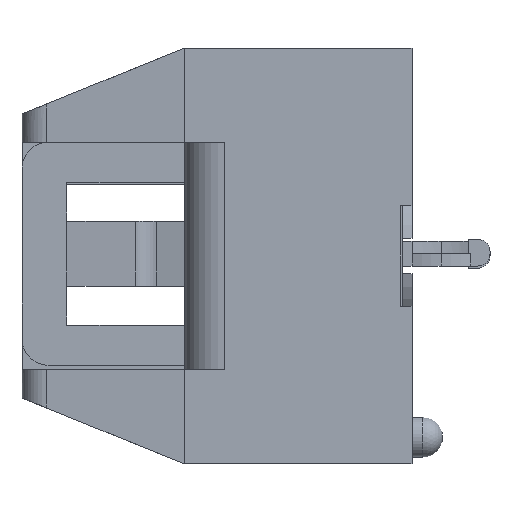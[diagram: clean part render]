
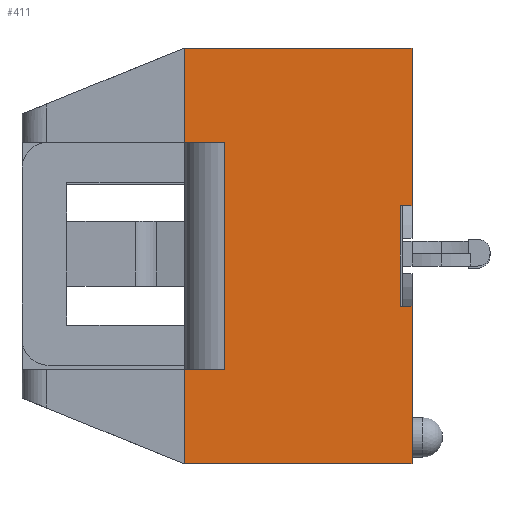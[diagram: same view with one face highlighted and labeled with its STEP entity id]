
A CAD part, left-side view. The second image highlights one B-rep face of the part: STEP entity #411.
In plain terms, the highlighted planar face has unit normal (-1, 0, 0).
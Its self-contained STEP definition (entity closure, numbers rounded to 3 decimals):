
#331 = EDGE_CURVE ( 'NONE', #416, #5554, #2148, .T. ) ;
#332 = ORIENTED_EDGE ( 'NONE', *, *, #5567, .F. ) ;
#333 = VERTEX_POINT ( 'NONE', #2144 ) ;
#335 = EDGE_LOOP ( 'NONE', ( #412, #414, #417, #332, #399, #401, #420, #381, #385, #382, #462, #463 ) ) ;
#381 = ORIENTED_EDGE ( 'NONE', *, *, #465, .T. ) ;
#382 = ORIENTED_EDGE ( 'NONE', *, *, #5535, .F. ) ;
#383 = VERTEX_POINT ( 'NONE', #2274 ) ;
#384 = EDGE_CURVE ( 'NONE', #383, #5571, #2328, .T. ) ;
#385 = ORIENTED_EDGE ( 'NONE', *, *, #384, .T. ) ;
#393 = VERTEX_POINT ( 'NONE', #2314 ) ;
#394 = VERTEX_POINT ( 'NONE', #2313 ) ;
#399 = ORIENTED_EDGE ( 'NONE', *, *, #400, .T. ) ;
#400 = EDGE_CURVE ( 'NONE', #6487, #333, #2300, .T. ) ;
#401 = ORIENTED_EDGE ( 'NONE', *, *, #418, .T. ) ;
#411 = ADVANCED_FACE ( 'NONE', ( #2342 ), #2386, .T. ) ;
#412 = ORIENTED_EDGE ( 'NONE', *, *, #413, .F. ) ;
#413 = EDGE_CURVE ( 'NONE', #393, #394, #2381, .T. ) ;
#414 = ORIENTED_EDGE ( 'NONE', *, *, #415, .F. ) ;
#415 = EDGE_CURVE ( 'NONE', #416, #393, #2377, .T. ) ;
#416 = VERTEX_POINT ( 'NONE', #2373 ) ;
#417 = ORIENTED_EDGE ( 'NONE', *, *, #331, .T. ) ;
#418 = EDGE_CURVE ( 'NONE', #333, #419, #2372, .T. ) ;
#419 = VERTEX_POINT ( 'NONE', #2368 ) ;
#420 = ORIENTED_EDGE ( 'NONE', *, *, #421, .T. ) ;
#421 = EDGE_CURVE ( 'NONE', #419, #422, #2367, .T. ) ;
#422 = VERTEX_POINT ( 'NONE', #2363 ) ;
#462 = ORIENTED_EDGE ( 'NONE', *, *, #466, .T. ) ;
#463 = ORIENTED_EDGE ( 'NONE', *, *, #464, .T. ) ;
#464 = EDGE_CURVE ( 'NONE', #467, #394, #2486, .T. ) ;
#465 = EDGE_CURVE ( 'NONE', #422, #383, #2482, .T. ) ;
#466 = EDGE_CURVE ( 'NONE', #5534, #467, #2532, .T. ) ;
#467 = VERTEX_POINT ( 'NONE', #2528 ) ;
#2144 = CARTESIAN_POINT ( 'NONE',  ( -14.117, 1.041, 3.408 ) ) ;
#2145 = DIRECTION ( 'NONE',  ( 0., 0., 1. ) ) ;
#2146 = VECTOR ( 'NONE', #2145, 1000. ) ;
#2147 = CARTESIAN_POINT ( 'NONE',  ( -14.117, -7.849, 7.091 ) ) ;
#2148 = LINE ( 'NONE', #2147, #2146 ) ;
#2274 = CARTESIAN_POINT ( 'NONE',  ( -14.117, 1.041, -5.482 ) ) ;
#2297 = DIRECTION ( 'NONE',  ( 0., 0., -1. ) ) ;
#2298 = VECTOR ( 'NONE', #2297, 1000. ) ;
#2299 = CARTESIAN_POINT ( 'NONE',  ( -14.117, 1.041, 7.091 ) ) ;
#2300 = LINE ( 'NONE', #2299, #2298 ) ;
#2313 = CARTESIAN_POINT ( 'NONE',  ( -14.117, -7.391, -3.005 ) ) ;
#2314 = CARTESIAN_POINT ( 'NONE',  ( -14.117, -7.391, 0.932 ) ) ;
#2325 = DIRECTION ( 'NONE',  ( 0., 0., -1. ) ) ;
#2326 = VECTOR ( 'NONE', #2325, 1000. ) ;
#2327 = CARTESIAN_POINT ( 'NONE',  ( -14.117, 1.041, 7.091 ) ) ;
#2328 = LINE ( 'NONE', #2327, #2326 ) ;
#2342 = FACE_OUTER_BOUND ( 'NONE', #335, .T. ) ;
#2363 = CARTESIAN_POINT ( 'NONE',  ( -14.117, -0.533, -5.482 ) ) ;
#2364 = DIRECTION ( 'NONE',  ( 0., 0., -1. ) ) ;
#2365 = VECTOR ( 'NONE', #2364, 1000. ) ;
#2366 = CARTESIAN_POINT ( 'NONE',  ( -14.117, -0.533, 7.091 ) ) ;
#2367 = LINE ( 'NONE', #2366, #2365 ) ;
#2368 = CARTESIAN_POINT ( 'NONE',  ( -14.117, -0.533, 3.408 ) ) ;
#2369 = DIRECTION ( 'NONE',  ( 0., -1., 0. ) ) ;
#2370 = VECTOR ( 'NONE', #2369, 1000. ) ;
#2371 = CARTESIAN_POINT ( 'NONE',  ( -14.117, 7.391, 3.408 ) ) ;
#2372 = LINE ( 'NONE', #2371, #2370 ) ;
#2373 = CARTESIAN_POINT ( 'NONE',  ( -14.117, -7.849, 0.932 ) ) ;
#2374 = DIRECTION ( 'NONE',  ( 0., 1., 0. ) ) ;
#2375 = VECTOR ( 'NONE', #2374, 1000. ) ;
#2376 = CARTESIAN_POINT ( 'NONE',  ( -14.117, -7.849, 0.932 ) ) ;
#2377 = LINE ( 'NONE', #2376, #2375 ) ;
#2378 = DIRECTION ( 'NONE',  ( 0., 0., -1. ) ) ;
#2379 = VECTOR ( 'NONE', #2378, 1000. ) ;
#2380 = CARTESIAN_POINT ( 'NONE',  ( -14.117, -7.391, 0.932 ) ) ;
#2381 = LINE ( 'NONE', #2380, #2379 ) ;
#2382 = DIRECTION ( 'NONE',  ( 0., 0., -1. ) ) ;
#2383 = DIRECTION ( 'NONE',  ( -1., 0., 0. ) ) ;
#2384 = CARTESIAN_POINT ( 'NONE',  ( -14.117, 7.391, 7.091 ) ) ;
#2385 = AXIS2_PLACEMENT_3D ( 'NONE', #2384, #2383, #2382 ) ;
#2386 = PLANE ( 'NONE',  #2385 ) ;
#2479 = DIRECTION ( 'NONE',  ( 0., 1., 0. ) ) ;
#2480 = VECTOR ( 'NONE', #2479, 1000. ) ;
#2481 = CARTESIAN_POINT ( 'NONE',  ( -14.117, 7.391, -5.482 ) ) ;
#2482 = LINE ( 'NONE', #2481, #2480 ) ;
#2483 = DIRECTION ( 'NONE',  ( 0., 1., 0. ) ) ;
#2484 = VECTOR ( 'NONE', #2483, 1000. ) ;
#2485 = CARTESIAN_POINT ( 'NONE',  ( -14.117, -7.849, -3.005 ) ) ;
#2486 = LINE ( 'NONE', #2485, #2484 ) ;
#2528 = CARTESIAN_POINT ( 'NONE',  ( -14.117, -7.849, -3.005 ) ) ;
#2529 = DIRECTION ( 'NONE',  ( 0., 0., 1. ) ) ;
#2530 = VECTOR ( 'NONE', #2529, 1000. ) ;
#2531 = CARTESIAN_POINT ( 'NONE',  ( -14.117, -7.849, -9.165 ) ) ;
#2532 = LINE ( 'NONE', #2531, #2530 ) ;
#5534 = VERTEX_POINT ( 'NONE', #7907 ) ;
#5535 = EDGE_CURVE ( 'NONE', #5534, #5571, #7906, .T. ) ;
#5554 = VERTEX_POINT ( 'NONE', #7942 ) ;
#5567 = EDGE_CURVE ( 'NONE', #6487, #5554, #7977, .T. ) ;
#5571 = VERTEX_POINT ( 'NONE', #8008 ) ;
#6487 = VERTEX_POINT ( 'NONE', #10873 ) ;
#7903 = DIRECTION ( 'NONE',  ( 0., 1., 0. ) ) ;
#7904 = VECTOR ( 'NONE', #7903, 1000. ) ;
#7905 = CARTESIAN_POINT ( 'NONE',  ( -14.117, -7.468, -9.165 ) ) ;
#7906 = LINE ( 'NONE', #7905, #7904 ) ;
#7907 = CARTESIAN_POINT ( 'NONE',  ( -14.117, -7.849, -9.165 ) ) ;
#7942 = CARTESIAN_POINT ( 'NONE',  ( -14.117, -7.849, 7.091 ) ) ;
#7974 = DIRECTION ( 'NONE',  ( 0., -1., 0. ) ) ;
#7975 = VECTOR ( 'NONE', #7974, 1000. ) ;
#7976 = CARTESIAN_POINT ( 'NONE',  ( -14.117, -7.468, 7.091 ) ) ;
#7977 = LINE ( 'NONE', #7976, #7975 ) ;
#8008 = CARTESIAN_POINT ( 'NONE',  ( -14.117, 1.041, -9.165 ) ) ;
#10873 = CARTESIAN_POINT ( 'NONE',  ( -14.117, 1.041, 7.091 ) ) ;
